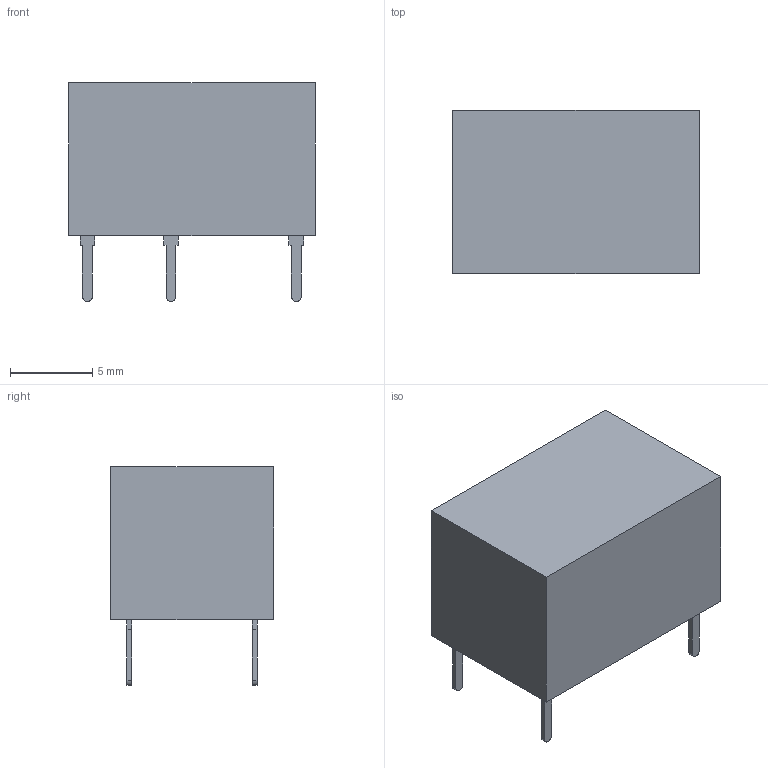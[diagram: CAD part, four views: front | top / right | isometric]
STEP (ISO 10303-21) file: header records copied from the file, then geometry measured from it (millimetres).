
FILE_DESCRIPTION (( 'STEP AP214' ), '1' );
FILE_NAME ('RELAY-TH_DS1E-S-DC24V.step', '2022-07-09T13:05:55', ( '' ), ( '' ), 'SwSTEP 2.0', 'SolidWorks 2020', '' );
FILE_SCHEMA (( 'AUTOMOTIVE_DESIGN' ));
Length unit declared in the file: millimetre
Products named in the file (1): RELAY-TH_DS1E-S-DC24V
Bounding box: 15 x 9.91 x 13.3 mm (x, y, z)
Volume: 1384.9 mm3; surface area: 801.2 mm2
Topology: 11 solids, 11 shells, 347 faces, 918 edges, 612 vertices
Faces by surface type: plane 225, bspline 112, cylinder 10
Entity records: 14506 total; most frequent: CARTESIAN_POINT 3982, ORIENTED_EDGE 1836, DIRECTION 1182, EDGE_CURVE 918, VECTOR 670, LINE 670, VERTEX_POINT 612, EDGE_LOOP 370
